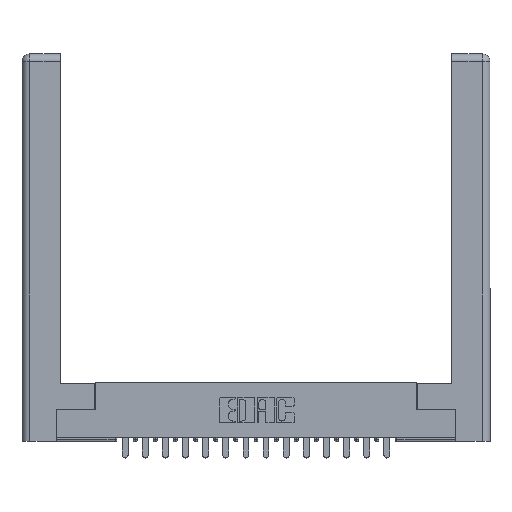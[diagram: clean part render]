
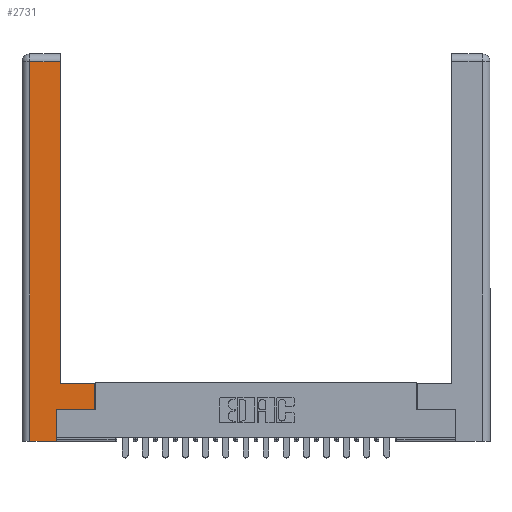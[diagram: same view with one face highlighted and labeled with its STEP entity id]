
A CAD part, top view. The second image highlights one B-rep face of the part: STEP entity #2731.
In plain terms, the highlighted planar face has unit normal (0, 0, 1).
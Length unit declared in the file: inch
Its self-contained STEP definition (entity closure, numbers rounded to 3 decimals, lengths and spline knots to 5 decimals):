
#612 = CARTESIAN_POINT ( 'NONE',  ( 0.265, 0.245, 0. ) ) ;
#632 = DIRECTION ( 'NONE',  ( 0., 1., 0. ) ) ;
#1273 = VERTEX_POINT ( 'NONE', #612 ) ;
#1956 = EDGE_CURVE ( 'NONE', #2203, #2008, #9273, .T. ) ;
#2008 = VERTEX_POINT ( 'NONE', #12027 ) ;
#2203 = VERTEX_POINT ( 'NONE', #19613 ) ;
#2307 = DIRECTION ( 'NONE',  ( 0., -1., 0. ) ) ;
#2378 = CARTESIAN_POINT ( 'NONE',  ( 0.0615, 0., 0. ) ) ;
#2413 = ORIENTED_EDGE ( 'NONE', *, *, #19694, .T. ) ;
#2731 = ADVANCED_FACE ( 'NONE', ( #8987 ), #5346, .F. ) ;
#2847 = LINE ( 'NONE', #13343, #3374 ) ;
#3006 = EDGE_CURVE ( 'NONE', #1273, #9527, #2847, .T. ) ;
#3161 = CARTESIAN_POINT ( 'NONE',  ( 0.295, 0.45, 0. ) ) ;
#3374 = VECTOR ( 'NONE', #4902, 39.37008 ) ;
#3528 = ORIENTED_EDGE ( 'NONE', *, *, #1956, .T. ) ;
#4363 = DIRECTION ( 'NONE',  ( 0., 1., 0. ) ) ;
#4533 = CARTESIAN_POINT ( 'NONE',  ( 0.265, 0.245, 0. ) ) ;
#4902 = DIRECTION ( 'NONE',  ( 1., 0., 0. ) ) ;
#4913 = EDGE_CURVE ( 'NONE', #9527, #6437, #6072, .T. ) ;
#5346 = PLANE ( 'NONE',  #15420 ) ;
#5514 = ORIENTED_EDGE ( 'NONE', *, *, #4913, .T. ) ;
#6072 = LINE ( 'NONE', #10948, #9382 ) ;
#6198 = DIRECTION ( 'NONE',  ( 0., 1., 0. ) ) ;
#6437 = VERTEX_POINT ( 'NONE', #10680 ) ;
#6645 = LINE ( 'NONE', #3161, #14541 ) ;
#7201 = EDGE_CURVE ( 'NONE', #6437, #13915, #6645, .T. ) ;
#8146 = ORIENTED_EDGE ( 'NONE', *, *, #3006, .T. ) ;
#8987 = FACE_OUTER_BOUND ( 'NONE', #18610, .T. ) ;
#9273 = LINE ( 'NONE', #2378, #17619 ) ;
#9382 = VECTOR ( 'NONE', #4363, 39.37008 ) ;
#9527 = VERTEX_POINT ( 'NONE', #14204 ) ;
#9682 = ORIENTED_EDGE ( 'NONE', *, *, #15328, .T. ) ;
#9725 = DIRECTION ( 'NONE',  ( -1., 0., 0. ) ) ;
#10056 = VECTOR ( 'NONE', #6198, 39.37008 ) ;
#10245 = CARTESIAN_POINT ( 'NONE',  ( 0.295, 2.94, 0. ) ) ;
#10341 = VECTOR ( 'NONE', #13992, 39.37008 ) ;
#10400 = EDGE_CURVE ( 'NONE', #2008, #17389, #14654, .T. ) ;
#10508 = ORIENTED_EDGE ( 'NONE', *, *, #19323, .T. ) ;
#10680 = CARTESIAN_POINT ( 'NONE',  ( 0.565, 0.45, 0. ) ) ;
#10948 = CARTESIAN_POINT ( 'NONE',  ( 0.565, 0.45, 0. ) ) ;
#11568 = LINE ( 'NONE', #20359, #17600 ) ;
#11591 = LINE ( 'NONE', #4533, #10056 ) ;
#11933 = DIRECTION ( 'NONE',  ( -1., 0., 0. ) ) ;
#12027 = CARTESIAN_POINT ( 'NONE',  ( 0.0615, 0., 0. ) ) ;
#13343 = CARTESIAN_POINT ( 'NONE',  ( 0.565, 0.245, 0. ) ) ;
#13482 = ORIENTED_EDGE ( 'NONE', *, *, #10400, .T. ) ;
#13882 = CARTESIAN_POINT ( 'NONE',  ( 0.0615, 2.94, 0. ) ) ;
#13915 = VERTEX_POINT ( 'NONE', #16330 ) ;
#13992 = DIRECTION ( 'NONE',  ( 1., 0., 0. ) ) ;
#14204 = CARTESIAN_POINT ( 'NONE',  ( 0.565, 0.245, 0. ) ) ;
#14541 = VECTOR ( 'NONE', #9725, 39.37008 ) ;
#14654 = LINE ( 'NONE', #19787, #10341 ) ;
#14881 = VERTEX_POINT ( 'NONE', #10245 ) ;
#15328 = EDGE_CURVE ( 'NONE', #14881, #2203, #15526, .T. ) ;
#15361 = ORIENTED_EDGE ( 'NONE', *, *, #7201, .T. ) ;
#15420 = AXIS2_PLACEMENT_3D ( 'NONE', #16650, #18142, #11933 ) ;
#15526 = LINE ( 'NONE', #13882, #18058 ) ;
#16330 = CARTESIAN_POINT ( 'NONE',  ( 0.295, 0.45, 0. ) ) ;
#16650 = CARTESIAN_POINT ( 'NONE',  ( 0., 0., 0. ) ) ;
#17389 = VERTEX_POINT ( 'NONE', #18684 ) ;
#17600 = VECTOR ( 'NONE', #632, 39.37008 ) ;
#17619 = VECTOR ( 'NONE', #2307, 39.37008 ) ;
#18058 = VECTOR ( 'NONE', #20344, 39.37008 ) ;
#18142 = DIRECTION ( 'NONE',  ( 0., 0., -1. ) ) ;
#18610 = EDGE_LOOP ( 'NONE', ( #2413, #9682, #3528, #13482, #10508, #8146, #5514, #15361 ) ) ;
#18684 = CARTESIAN_POINT ( 'NONE',  ( 0.265, 0., 0. ) ) ;
#19323 = EDGE_CURVE ( 'NONE', #17389, #1273, #11591, .T. ) ;
#19613 = CARTESIAN_POINT ( 'NONE',  ( 0.0615, 2.94, 0. ) ) ;
#19694 = EDGE_CURVE ( 'NONE', #13915, #14881, #11568, .T. ) ;
#19787 = CARTESIAN_POINT ( 'NONE',  ( 0.265, 0., 0. ) ) ;
#20344 = DIRECTION ( 'NONE',  ( -1., 0., 0. ) ) ;
#20359 = CARTESIAN_POINT ( 'NONE',  ( 0.295, 3., 0. ) ) ;
